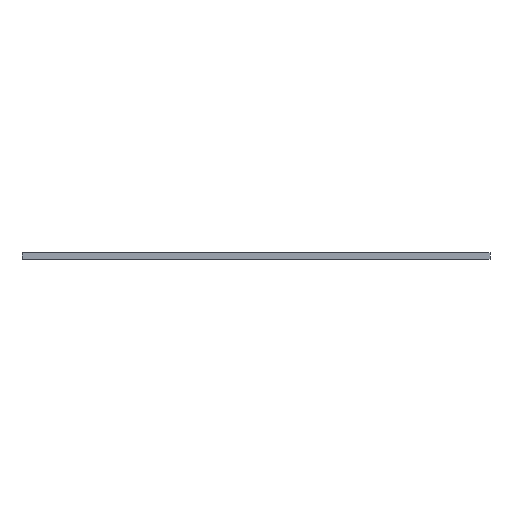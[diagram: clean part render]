
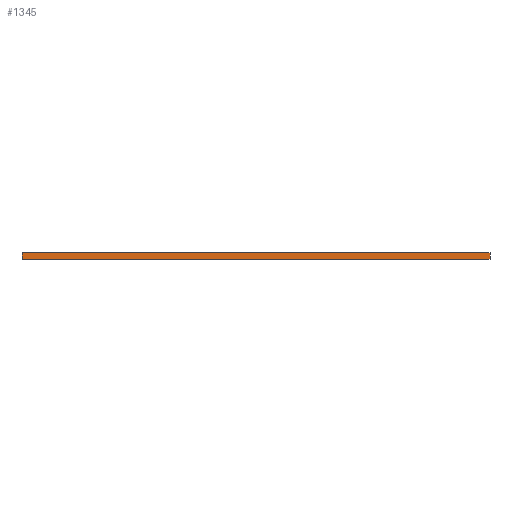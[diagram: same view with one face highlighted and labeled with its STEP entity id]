
A CAD part, front view. The second image highlights one B-rep face of the part: STEP entity #1345.
In plain terms, the highlighted planar face has unit normal (0, -1, 0).
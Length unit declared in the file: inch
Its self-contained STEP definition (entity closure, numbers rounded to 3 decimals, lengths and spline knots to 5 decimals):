
#1229=CARTESIAN_POINT('',(0.0,0.0,0.0));
#1230=VERTEX_POINT('',#1229);
#1237=CARTESIAN_POINT('',(0.0,0.0,0.11811));
#1238=VERTEX_POINT('',#1237);
#1239=CARTESIAN_POINT('',(0.0,0.0,0.0));
#1240=DIRECTION('',(0.0,0.0,1.0));
#1241=VECTOR('',#1240,0.11811);
#1242=LINE('',#1239,#1241);
#1243=EDGE_CURVE('',#1230,#1238,#1242,.T.);
#1298=CARTESIAN_POINT('',(8.0,0.,0.0));
#1299=VERTEX_POINT('',#1298);
#1307=CARTESIAN_POINT('',(8.0,0.,0.11811));
#1308=VERTEX_POINT('',#1307);
#1315=CARTESIAN_POINT('',(8.0,0.,0.0));
#1316=DIRECTION('',(0.0,0.0,1.0));
#1317=VECTOR('',#1316,0.11811);
#1318=LINE('',#1315,#1317);
#1319=EDGE_CURVE('',#1299,#1308,#1318,.T.);
#1324=CARTESIAN_POINT('',(0.0,0.0,0.0));
#1325=DIRECTION('',(0.0,-1.0,0.0));
#1326=DIRECTION('',(1.0,0.0,0.0));
#1327=AXIS2_PLACEMENT_3D('',#1324,#1325,#1326);
#1328=PLANE('',#1327);
#1329=CARTESIAN_POINT('',(0.0,0.0,0.0));
#1330=DIRECTION('',(1.0,0.0,0.0));
#1331=VECTOR('',#1330,8.0);
#1332=LINE('',#1329,#1331);
#1333=EDGE_CURVE('',#1230,#1299,#1332,.T.);
#1334=ORIENTED_EDGE('',*,*,#1333,.T.);
#1335=ORIENTED_EDGE('',*,*,#1319,.T.);
#1336=CARTESIAN_POINT('',(0.0,0.0,0.11811));
#1337=DIRECTION('',(1.0,0.0,0.0));
#1338=VECTOR('',#1337,8.0);
#1339=LINE('',#1336,#1338);
#1340=EDGE_CURVE('',#1238,#1308,#1339,.T.);
#1341=ORIENTED_EDGE('',*,*,#1340,.F.);
#1342=ORIENTED_EDGE('',*,*,#1243,.F.);
#1343=EDGE_LOOP('',(#1334,#1335,#1341,#1342));
#1344=FACE_OUTER_BOUND('',#1343,.T.);
#1345=ADVANCED_FACE('',(#1344),#1328,.T.);
